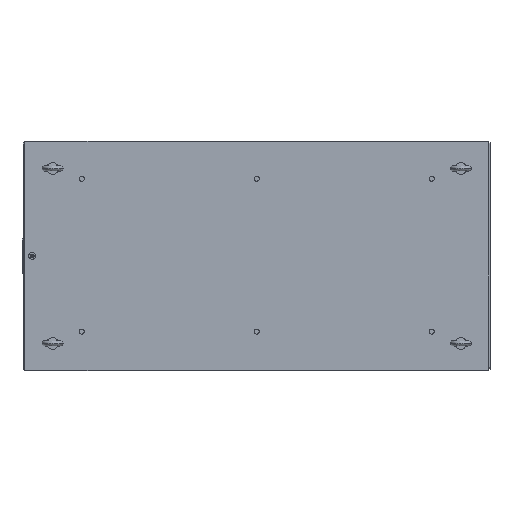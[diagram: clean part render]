
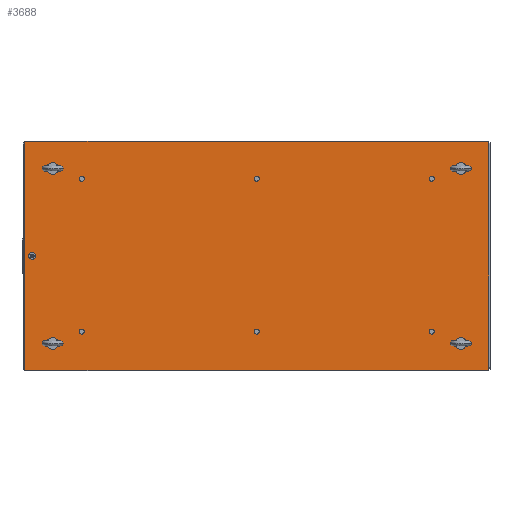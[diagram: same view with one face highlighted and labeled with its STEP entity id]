
A CAD part, top view. The second image highlights one B-rep face of the part: STEP entity #3688.
In plain terms, the highlighted planar face has unit normal (0, 0, 1).
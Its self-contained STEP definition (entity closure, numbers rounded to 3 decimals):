
#214=LINE('',#5500,#441);
#218=LINE('',#5508,#445);
#221=LINE('',#5514,#448);
#224=LINE('',#5519,#451);
#441=VECTOR('',#4436,10.);
#445=VECTOR('',#4442,10.);
#448=VECTOR('',#4447,10.);
#451=VECTOR('',#4452,10.);
#735=FACE_BOUND('',#1011,.T.);
#736=FACE_BOUND('',#1012,.T.);
#737=FACE_BOUND('',#1013,.T.);
#738=FACE_BOUND('',#1014,.T.);
#739=FACE_BOUND('',#1015,.T.);
#740=FACE_BOUND('',#1016,.T.);
#741=FACE_BOUND('',#1017,.T.);
#742=FACE_BOUND('',#1018,.T.);
#743=FACE_BOUND('',#1019,.T.);
#744=FACE_BOUND('',#1020,.T.);
#745=FACE_BOUND('',#1021,.T.);
#796=FACE_OUTER_BOUND('',#1010,.T.);
#1010=EDGE_LOOP('',(#2384,#2385,#2386,#2387));
#1011=EDGE_LOOP('',(#2388,#2389));
#1012=EDGE_LOOP('',(#2390,#2391));
#1013=EDGE_LOOP('',(#2392,#2393));
#1014=EDGE_LOOP('',(#2394,#2395));
#1015=EDGE_LOOP('',(#2396,#2397));
#1016=EDGE_LOOP('',(#2398,#2399));
#1017=EDGE_LOOP('',(#2400,#2401));
#1018=EDGE_LOOP('',(#2402,#2403));
#1019=EDGE_LOOP('',(#2404,#2405));
#1020=EDGE_LOOP('',(#2406,#2407));
#1021=EDGE_LOOP('',(#2408,#2409));
#1240=CIRCLE('',#3903,12.);
#1241=CIRCLE('',#3904,12.);
#1243=CIRCLE('',#3908,8.647);
#1244=CIRCLE('',#3909,8.647);
#1246=CIRCLE('',#3912,8.647);
#1247=CIRCLE('',#3913,8.647);
#1249=CIRCLE('',#3916,8.647);
#1250=CIRCLE('',#3917,8.647);
#1252=CIRCLE('',#3920,8.647);
#1253=CIRCLE('',#3921,8.647);
#1255=CIRCLE('',#3924,8.647);
#1256=CIRCLE('',#3925,8.647);
#1258=CIRCLE('',#3928,8.647);
#1259=CIRCLE('',#3929,8.647);
#1261=CIRCLE('',#3932,8.647);
#1262=CIRCLE('',#3933,8.647);
#1264=CIRCLE('',#3936,8.647);
#1265=CIRCLE('',#3937,8.647);
#1267=CIRCLE('',#3940,8.647);
#1268=CIRCLE('',#3941,8.647);
#1270=CIRCLE('',#3944,8.647);
#1271=CIRCLE('',#3945,8.647);
#1406=VERTEX_POINT('',#5408);
#1407=VERTEX_POINT('',#5409);
#1409=VERTEX_POINT('',#5418);
#1410=VERTEX_POINT('',#5419);
#1412=VERTEX_POINT('',#5426);
#1413=VERTEX_POINT('',#5427);
#1415=VERTEX_POINT('',#5434);
#1416=VERTEX_POINT('',#5435);
#1418=VERTEX_POINT('',#5442);
#1419=VERTEX_POINT('',#5443);
#1421=VERTEX_POINT('',#5450);
#1422=VERTEX_POINT('',#5451);
#1424=VERTEX_POINT('',#5458);
#1425=VERTEX_POINT('',#5459);
#1427=VERTEX_POINT('',#5466);
#1428=VERTEX_POINT('',#5467);
#1430=VERTEX_POINT('',#5474);
#1431=VERTEX_POINT('',#5475);
#1433=VERTEX_POINT('',#5482);
#1434=VERTEX_POINT('',#5483);
#1436=VERTEX_POINT('',#5490);
#1437=VERTEX_POINT('',#5491);
#1439=VERTEX_POINT('',#5498);
#1440=VERTEX_POINT('',#5499);
#1443=VERTEX_POINT('',#5507);
#1445=VERTEX_POINT('',#5513);
#1760=EDGE_CURVE('',#1406,#1407,#1240,.T.);
#1761=EDGE_CURVE('',#1407,#1406,#1241,.T.);
#1765=EDGE_CURVE('',#1409,#1410,#1243,.T.);
#1766=EDGE_CURVE('',#1410,#1409,#1244,.T.);
#1769=EDGE_CURVE('',#1412,#1413,#1246,.T.);
#1770=EDGE_CURVE('',#1413,#1412,#1247,.T.);
#1773=EDGE_CURVE('',#1415,#1416,#1249,.T.);
#1774=EDGE_CURVE('',#1416,#1415,#1250,.T.);
#1777=EDGE_CURVE('',#1418,#1419,#1252,.T.);
#1778=EDGE_CURVE('',#1419,#1418,#1253,.T.);
#1781=EDGE_CURVE('',#1421,#1422,#1255,.T.);
#1782=EDGE_CURVE('',#1422,#1421,#1256,.T.);
#1785=EDGE_CURVE('',#1424,#1425,#1258,.T.);
#1786=EDGE_CURVE('',#1425,#1424,#1259,.T.);
#1789=EDGE_CURVE('',#1427,#1428,#1261,.T.);
#1790=EDGE_CURVE('',#1428,#1427,#1262,.T.);
#1793=EDGE_CURVE('',#1430,#1431,#1264,.T.);
#1794=EDGE_CURVE('',#1431,#1430,#1265,.T.);
#1797=EDGE_CURVE('',#1433,#1434,#1267,.T.);
#1798=EDGE_CURVE('',#1434,#1433,#1268,.T.);
#1801=EDGE_CURVE('',#1436,#1437,#1270,.T.);
#1802=EDGE_CURVE('',#1437,#1436,#1271,.T.);
#1805=EDGE_CURVE('',#1439,#1440,#214,.T.);
#1809=EDGE_CURVE('',#1440,#1443,#218,.T.);
#1812=EDGE_CURVE('',#1443,#1445,#221,.T.);
#1815=EDGE_CURVE('',#1445,#1439,#224,.T.);
#2384=ORIENTED_EDGE('',*,*,#1805,.F.);
#2385=ORIENTED_EDGE('',*,*,#1815,.F.);
#2386=ORIENTED_EDGE('',*,*,#1812,.F.);
#2387=ORIENTED_EDGE('',*,*,#1809,.F.);
#2388=ORIENTED_EDGE('',*,*,#1760,.T.);
#2389=ORIENTED_EDGE('',*,*,#1761,.T.);
#2390=ORIENTED_EDGE('',*,*,#1765,.T.);
#2391=ORIENTED_EDGE('',*,*,#1766,.T.);
#2392=ORIENTED_EDGE('',*,*,#1769,.T.);
#2393=ORIENTED_EDGE('',*,*,#1770,.T.);
#2394=ORIENTED_EDGE('',*,*,#1773,.T.);
#2395=ORIENTED_EDGE('',*,*,#1774,.T.);
#2396=ORIENTED_EDGE('',*,*,#1777,.T.);
#2397=ORIENTED_EDGE('',*,*,#1778,.T.);
#2398=ORIENTED_EDGE('',*,*,#1781,.T.);
#2399=ORIENTED_EDGE('',*,*,#1782,.T.);
#2400=ORIENTED_EDGE('',*,*,#1785,.T.);
#2401=ORIENTED_EDGE('',*,*,#1786,.T.);
#2402=ORIENTED_EDGE('',*,*,#1789,.T.);
#2403=ORIENTED_EDGE('',*,*,#1790,.T.);
#2404=ORIENTED_EDGE('',*,*,#1793,.T.);
#2405=ORIENTED_EDGE('',*,*,#1794,.T.);
#2406=ORIENTED_EDGE('',*,*,#1797,.T.);
#2407=ORIENTED_EDGE('',*,*,#1798,.T.);
#2408=ORIENTED_EDGE('',*,*,#1801,.T.);
#2409=ORIENTED_EDGE('',*,*,#1802,.T.);
#3362=PLANE('',#3952);
#3688=ADVANCED_FACE('',(#796,#735,#736,#737,#738,#739,#740,#741,#742,#743,
#744,#745),#3362,.T.);
#3903=AXIS2_PLACEMENT_3D('',#5410,#4334,#4335);
#3904=AXIS2_PLACEMENT_3D('',#5411,#4336,#4337);
#3908=AXIS2_PLACEMENT_3D('',#5420,#4346,#4347);
#3909=AXIS2_PLACEMENT_3D('',#5421,#4348,#4349);
#3912=AXIS2_PLACEMENT_3D('',#5428,#4355,#4356);
#3913=AXIS2_PLACEMENT_3D('',#5429,#4357,#4358);
#3916=AXIS2_PLACEMENT_3D('',#5436,#4364,#4365);
#3917=AXIS2_PLACEMENT_3D('',#5437,#4366,#4367);
#3920=AXIS2_PLACEMENT_3D('',#5444,#4373,#4374);
#3921=AXIS2_PLACEMENT_3D('',#5445,#4375,#4376);
#3924=AXIS2_PLACEMENT_3D('',#5452,#4382,#4383);
#3925=AXIS2_PLACEMENT_3D('',#5453,#4384,#4385);
#3928=AXIS2_PLACEMENT_3D('',#5460,#4391,#4392);
#3929=AXIS2_PLACEMENT_3D('',#5461,#4393,#4394);
#3932=AXIS2_PLACEMENT_3D('',#5468,#4400,#4401);
#3933=AXIS2_PLACEMENT_3D('',#5469,#4402,#4403);
#3936=AXIS2_PLACEMENT_3D('',#5476,#4409,#4410);
#3937=AXIS2_PLACEMENT_3D('',#5477,#4411,#4412);
#3940=AXIS2_PLACEMENT_3D('',#5484,#4418,#4419);
#3941=AXIS2_PLACEMENT_3D('',#5485,#4420,#4421);
#3944=AXIS2_PLACEMENT_3D('',#5492,#4427,#4428);
#3945=AXIS2_PLACEMENT_3D('',#5493,#4429,#4430);
#3952=AXIS2_PLACEMENT_3D('',#5522,#4456,#4457);
#4334=DIRECTION('center_axis',(0.,0.,-1.));
#4335=DIRECTION('ref_axis',(1.,0.,0.));
#4336=DIRECTION('center_axis',(0.,0.,-1.));
#4337=DIRECTION('ref_axis',(1.,0.,0.));
#4346=DIRECTION('center_axis',(0.,0.,-1.));
#4347=DIRECTION('ref_axis',(1.,0.,0.));
#4348=DIRECTION('center_axis',(0.,0.,-1.));
#4349=DIRECTION('ref_axis',(1.,0.,0.));
#4355=DIRECTION('center_axis',(0.,0.,-1.));
#4356=DIRECTION('ref_axis',(1.,0.,0.));
#4357=DIRECTION('center_axis',(0.,0.,-1.));
#4358=DIRECTION('ref_axis',(1.,0.,0.));
#4364=DIRECTION('center_axis',(0.,0.,-1.));
#4365=DIRECTION('ref_axis',(1.,0.,0.));
#4366=DIRECTION('center_axis',(0.,0.,-1.));
#4367=DIRECTION('ref_axis',(1.,0.,0.));
#4373=DIRECTION('center_axis',(0.,0.,-1.));
#4374=DIRECTION('ref_axis',(1.,0.,0.));
#4375=DIRECTION('center_axis',(0.,0.,-1.));
#4376=DIRECTION('ref_axis',(1.,0.,0.));
#4382=DIRECTION('center_axis',(0.,0.,-1.));
#4383=DIRECTION('ref_axis',(1.,0.,0.));
#4384=DIRECTION('center_axis',(0.,0.,-1.));
#4385=DIRECTION('ref_axis',(1.,0.,0.));
#4391=DIRECTION('center_axis',(0.,0.,-1.));
#4392=DIRECTION('ref_axis',(1.,0.,0.));
#4393=DIRECTION('center_axis',(0.,0.,-1.));
#4394=DIRECTION('ref_axis',(1.,0.,0.));
#4400=DIRECTION('center_axis',(0.,0.,-1.));
#4401=DIRECTION('ref_axis',(1.,0.,0.));
#4402=DIRECTION('center_axis',(0.,0.,-1.));
#4403=DIRECTION('ref_axis',(1.,0.,0.));
#4409=DIRECTION('center_axis',(0.,0.,-1.));
#4410=DIRECTION('ref_axis',(1.,0.,0.));
#4411=DIRECTION('center_axis',(0.,0.,-1.));
#4412=DIRECTION('ref_axis',(1.,0.,0.));
#4418=DIRECTION('center_axis',(0.,0.,-1.));
#4419=DIRECTION('ref_axis',(1.,0.,0.));
#4420=DIRECTION('center_axis',(0.,0.,-1.));
#4421=DIRECTION('ref_axis',(1.,0.,0.));
#4427=DIRECTION('center_axis',(0.,0.,-1.));
#4428=DIRECTION('ref_axis',(1.,0.,0.));
#4429=DIRECTION('center_axis',(0.,0.,-1.));
#4430=DIRECTION('ref_axis',(1.,0.,0.));
#4436=DIRECTION('',(0.,-1.,0.));
#4442=DIRECTION('',(-1.,0.,0.));
#4447=DIRECTION('',(0.,1.,0.));
#4452=DIRECTION('',(1.,0.,0.));
#4456=DIRECTION('center_axis',(0.,0.,1.));
#4457=DIRECTION('ref_axis',(1.,0.,0.));
#5408=CARTESIAN_POINT('',(-758.,0.,25.));
#5409=CARTESIAN_POINT('',(-782.,0.,25.));
#5410=CARTESIAN_POINT('Origin',(-770.,0.,25.));
#5411=CARTESIAN_POINT('Origin',(-770.,0.,25.));
#5418=CARTESIAN_POINT('',(8.647,-259.5,25.));
#5419=CARTESIAN_POINT('',(-8.647,-259.5,25.));
#5420=CARTESIAN_POINT('Origin',(0.,-259.5,25.));
#5421=CARTESIAN_POINT('Origin',(0.,-259.5,25.));
#5426=CARTESIAN_POINT('',(608.647,264.5,25.));
#5427=CARTESIAN_POINT('',(591.353,264.5,25.));
#5428=CARTESIAN_POINT('Origin',(600.,264.5,25.));
#5429=CARTESIAN_POINT('Origin',(600.,264.5,25.));
#5434=CARTESIAN_POINT('',(-591.353,264.5,25.));
#5435=CARTESIAN_POINT('',(-608.647,264.5,25.));
#5436=CARTESIAN_POINT('Origin',(-600.,264.5,25.));
#5437=CARTESIAN_POINT('Origin',(-600.,264.5,25.));
#5442=CARTESIAN_POINT('',(-691.353,-300.,25.));
#5443=CARTESIAN_POINT('',(-708.647,-300.,25.));
#5444=CARTESIAN_POINT('Origin',(-700.,-300.,25.));
#5445=CARTESIAN_POINT('Origin',(-700.,-300.,25.));
#5450=CARTESIAN_POINT('',(-691.353,300.,25.));
#5451=CARTESIAN_POINT('',(-708.647,300.,25.));
#5452=CARTESIAN_POINT('Origin',(-700.,300.,25.));
#5453=CARTESIAN_POINT('Origin',(-700.,300.,25.));
#5458=CARTESIAN_POINT('',(708.647,300.,25.));
#5459=CARTESIAN_POINT('',(691.353,300.,25.));
#5460=CARTESIAN_POINT('Origin',(700.,300.,25.));
#5461=CARTESIAN_POINT('Origin',(700.,300.,25.));
#5466=CARTESIAN_POINT('',(708.647,-300.,25.));
#5467=CARTESIAN_POINT('',(691.353,-300.,25.));
#5468=CARTESIAN_POINT('Origin',(700.,-300.,25.));
#5469=CARTESIAN_POINT('Origin',(700.,-300.,25.));
#5474=CARTESIAN_POINT('',(8.647,264.5,25.));
#5475=CARTESIAN_POINT('',(-8.647,264.5,25.));
#5476=CARTESIAN_POINT('Origin',(0.,264.5,25.));
#5477=CARTESIAN_POINT('Origin',(0.,264.5,25.));
#5482=CARTESIAN_POINT('',(-591.353,-259.5,25.));
#5483=CARTESIAN_POINT('',(-608.647,-259.5,25.));
#5484=CARTESIAN_POINT('Origin',(-600.,-259.5,25.));
#5485=CARTESIAN_POINT('Origin',(-600.,-259.5,25.));
#5490=CARTESIAN_POINT('',(608.647,-259.5,25.));
#5491=CARTESIAN_POINT('',(591.353,-259.5,25.));
#5492=CARTESIAN_POINT('Origin',(600.,-259.5,25.));
#5493=CARTESIAN_POINT('Origin',(600.,-259.5,25.));
#5498=CARTESIAN_POINT('',(795.,392.5,25.));
#5499=CARTESIAN_POINT('',(795.,-392.5,25.));
#5500=CARTESIAN_POINT('',(795.,-392.5,25.));
#5507=CARTESIAN_POINT('',(-795.,-392.5,25.));
#5508=CARTESIAN_POINT('',(-795.,-392.5,25.));
#5513=CARTESIAN_POINT('',(-795.,392.5,25.));
#5514=CARTESIAN_POINT('',(-795.,392.5,25.));
#5519=CARTESIAN_POINT('',(795.,392.5,25.));
#5522=CARTESIAN_POINT('Origin',(0.,0.,
25.));
